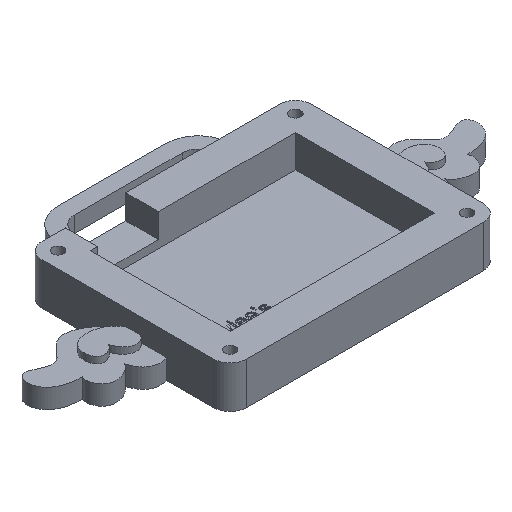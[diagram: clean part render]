
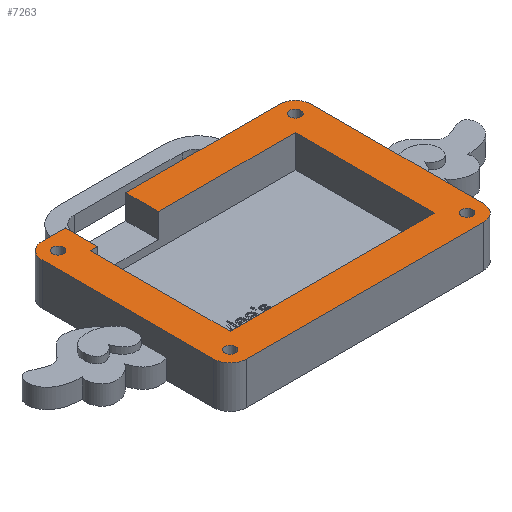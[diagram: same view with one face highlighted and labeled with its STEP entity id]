
A CAD part, isometric view. The second image highlights one B-rep face of the part: STEP entity #7263.
In plain terms, the highlighted planar face has unit normal (0, 0, 1).
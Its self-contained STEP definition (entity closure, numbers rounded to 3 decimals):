
#55=CIRCLE('',#7449,5.);
#57=CIRCLE('',#7453,5.);
#58=CIRCLE('',#7454,5.);
#59=CIRCLE('',#7455,5.);
#60=CIRCLE('',#7456,1.7);
#61=CIRCLE('',#7457,1.7);
#62=CIRCLE('',#7458,1.7);
#63=CIRCLE('',#7459,1.7);
#134=FACE_BOUND('',#1064,.T.);
#135=FACE_BOUND('',#1065,.T.);
#136=FACE_BOUND('',#1066,.T.);
#137=FACE_BOUND('',#1067,.T.);
#263=PLANE('',#7452);
#637=FACE_OUTER_BOUND('',#1063,.T.);
#1063=EDGE_LOOP('',(#6417,#6418,#6419,#6420,#6421,#6422,#6423,#6424,#6425,
#6426,#6427,#6428,#6429,#6430,#6431,#6432));
#1064=EDGE_LOOP('',(#6433));
#1065=EDGE_LOOP('',(#6434));
#1066=EDGE_LOOP('',(#6435));
#1067=EDGE_LOOP('',(#6436));
#1637=LINE('',#14208,#2219);
#1640=LINE('',#14214,#2222);
#1641=LINE('',#14218,#2223);
#1642=LINE('',#14222,#2224);
#1643=LINE('',#14224,#2225);
#1644=LINE('',#14226,#2226);
#1645=LINE('',#14228,#2227);
#1646=LINE('',#14230,#2228);
#1647=LINE('',#14232,#2229);
#1648=LINE('',#14234,#2230);
#1649=LINE('',#14236,#2231);
#1650=LINE('',#14238,#2232);
#2219=VECTOR('',#8280,10.);
#2222=VECTOR('',#8285,10.);
#2223=VECTOR('',#8288,10.);
#2224=VECTOR('',#8291,10.);
#2225=VECTOR('',#8292,10.);
#2226=VECTOR('',#8293,10.);
#2227=VECTOR('',#8294,10.);
#2228=VECTOR('',#8295,10.);
#2229=VECTOR('',#8296,10.);
#2230=VECTOR('',#8297,10.);
#2231=VECTOR('',#8298,10.);
#2232=VECTOR('',#8299,10.);
#3371=VERTEX_POINT('',#14198);
#3372=VERTEX_POINT('',#14199);
#3375=VERTEX_POINT('',#14207);
#3377=VERTEX_POINT('',#14213);
#3378=VERTEX_POINT('',#14215);
#3379=VERTEX_POINT('',#14217);
#3380=VERTEX_POINT('',#14219);
#3381=VERTEX_POINT('',#14221);
#3382=VERTEX_POINT('',#14223);
#3383=VERTEX_POINT('',#14225);
#3384=VERTEX_POINT('',#14227);
#3385=VERTEX_POINT('',#14229);
#3386=VERTEX_POINT('',#14231);
#3387=VERTEX_POINT('',#14233);
#3388=VERTEX_POINT('',#14235);
#3389=VERTEX_POINT('',#14237);
#3390=VERTEX_POINT('',#14240);
#3391=VERTEX_POINT('',#14242);
#3392=VERTEX_POINT('',#14244);
#3393=VERTEX_POINT('',#14246);
#4403=EDGE_CURVE('',#3371,#3372,#55,.T.);
#4407=EDGE_CURVE('',#3375,#3372,#1637,.T.);
#4410=EDGE_CURVE('',#3371,#3377,#1640,.T.);
#4411=EDGE_CURVE('',#3378,#3377,#57,.T.);
#4412=EDGE_CURVE('',#3378,#3379,#1641,.T.);
#4413=EDGE_CURVE('',#3380,#3379,#58,.T.);
#4414=EDGE_CURVE('',#3380,#3381,#1642,.T.);
#4415=EDGE_CURVE('',#3381,#3382,#1643,.T.);
#4416=EDGE_CURVE('',#3382,#3383,#1644,.T.);
#4417=EDGE_CURVE('',#3383,#3384,#1645,.T.);
#4418=EDGE_CURVE('',#3384,#3385,#1646,.T.);
#4419=EDGE_CURVE('',#3385,#3386,#1647,.T.);
#4420=EDGE_CURVE('',#3386,#3387,#1648,.T.);
#4421=EDGE_CURVE('',#3387,#3388,#1649,.T.);
#4422=EDGE_CURVE('',#3388,#3389,#1650,.T.);
#4423=EDGE_CURVE('',#3375,#3389,#59,.T.);
#4424=EDGE_CURVE('',#3390,#3390,#60,.T.);
#4425=EDGE_CURVE('',#3391,#3391,#61,.T.);
#4426=EDGE_CURVE('',#3392,#3392,#62,.T.);
#4427=EDGE_CURVE('',#3393,#3393,#63,.T.);
#6417=ORIENTED_EDGE('',*,*,#4403,.F.);
#6418=ORIENTED_EDGE('',*,*,#4410,.T.);
#6419=ORIENTED_EDGE('',*,*,#4411,.F.);
#6420=ORIENTED_EDGE('',*,*,#4412,.T.);
#6421=ORIENTED_EDGE('',*,*,#4413,.F.);
#6422=ORIENTED_EDGE('',*,*,#4414,.T.);
#6423=ORIENTED_EDGE('',*,*,#4415,.T.);
#6424=ORIENTED_EDGE('',*,*,#4416,.T.);
#6425=ORIENTED_EDGE('',*,*,#4417,.T.);
#6426=ORIENTED_EDGE('',*,*,#4418,.T.);
#6427=ORIENTED_EDGE('',*,*,#4419,.T.);
#6428=ORIENTED_EDGE('',*,*,#4420,.T.);
#6429=ORIENTED_EDGE('',*,*,#4421,.T.);
#6430=ORIENTED_EDGE('',*,*,#4422,.T.);
#6431=ORIENTED_EDGE('',*,*,#4423,.F.);
#6432=ORIENTED_EDGE('',*,*,#4407,.T.);
#6433=ORIENTED_EDGE('',*,*,#4424,.T.);
#6434=ORIENTED_EDGE('',*,*,#4425,.T.);
#6435=ORIENTED_EDGE('',*,*,#4426,.T.);
#6436=ORIENTED_EDGE('',*,*,#4427,.T.);
#7263=ADVANCED_FACE('',(#637,#134,#135,#136,#137),#263,.T.);
#7449=AXIS2_PLACEMENT_3D('',#14200,#8272,#8273);
#7452=AXIS2_PLACEMENT_3D('',#14212,#8283,#8284);
#7453=AXIS2_PLACEMENT_3D('',#14216,#8286,#8287);
#7454=AXIS2_PLACEMENT_3D('',#14220,#8289,#8290);
#7455=AXIS2_PLACEMENT_3D('',#14239,#8300,#8301);
#7456=AXIS2_PLACEMENT_3D('',#14241,#8302,#8303);
#7457=AXIS2_PLACEMENT_3D('',#14243,#8304,#8305);
#7458=AXIS2_PLACEMENT_3D('',#14245,#8306,#8307);
#7459=AXIS2_PLACEMENT_3D('',#14247,#8308,#8309);
#8272=DIRECTION('center_axis',(0.,0.,-1.));
#8273=DIRECTION('ref_axis',(-0.707,-0.707,0.));
#8280=DIRECTION('',(0.,-1.,0.));
#8283=DIRECTION('center_axis',(0.,0.,1.));
#8284=DIRECTION('ref_axis',(1.,0.,0.));
#8285=DIRECTION('',(1.,0.,0.));
#8286=DIRECTION('center_axis',(0.,0.,-1.));
#8287=DIRECTION('ref_axis',(0.707,-0.707,0.));
#8288=DIRECTION('',(0.,1.,0.));
#8289=DIRECTION('center_axis',(0.,0.,-1.));
#8290=DIRECTION('ref_axis',(0.707,0.707,0.));
#8291=DIRECTION('',(-1.,0.,0.));
#8292=DIRECTION('',(0.,-1.,0.));
#8293=DIRECTION('',(1.,0.,0.));
#8294=DIRECTION('',(0.,-1.,0.));
#8295=DIRECTION('',(-1.,0.,0.));
#8296=DIRECTION('',(0.,1.,0.));
#8297=DIRECTION('',(1.,0.,0.));
#8298=DIRECTION('',(0.,1.,0.));
#8299=DIRECTION('',(-1.,0.,0.));
#8300=DIRECTION('center_axis',(0.,0.,-1.));
#8301=DIRECTION('ref_axis',(-0.707,0.707,0.));
#8302=DIRECTION('center_axis',(0.,0.,-1.));
#8303=DIRECTION('ref_axis',(1.,0.,0.));
#8304=DIRECTION('center_axis',(0.,0.,-1.));
#8305=DIRECTION('ref_axis',(1.,0.,0.));
#8306=DIRECTION('center_axis',(0.,0.,-1.));
#8307=DIRECTION('ref_axis',(1.,0.,0.));
#8308=DIRECTION('center_axis',(0.,0.,-1.));
#8309=DIRECTION('ref_axis',(1.,0.,0.));
#14198=CARTESIAN_POINT('',(-4.95,-5.572,13.));
#14199=CARTESIAN_POINT('',(-9.95,-0.572,13.));
#14200=CARTESIAN_POINT('Origin',(-4.95,-0.572,13.));
#14207=CARTESIAN_POINT('',(-9.95,52.533,13.));
#14208=CARTESIAN_POINT('',(-9.95,-5.572,13.));
#14212=CARTESIAN_POINT('Origin',(68.325,52.533,13.));
#14213=CARTESIAN_POINT('',(68.325,-5.572,13.));
#14214=CARTESIAN_POINT('',(73.325,-5.572,13.));
#14215=CARTESIAN_POINT('',(73.325,-0.572,13.));
#14216=CARTESIAN_POINT('Origin',(68.325,-0.572,13.));
#14217=CARTESIAN_POINT('',(73.325,52.533,13.));
#14218=CARTESIAN_POINT('',(73.325,57.533,13.));
#14219=CARTESIAN_POINT('',(68.325,57.533,13.));
#14220=CARTESIAN_POINT('Origin',(68.325,52.533,13.));
#14221=CARTESIAN_POINT('',(20.95,57.533,13.));
#14222=CARTESIAN_POINT('',(-9.95,57.533,13.));
#14223=CARTESIAN_POINT('',(20.95,47.483,13.));
#14224=CARTESIAN_POINT('',(20.95,55.033,13.));
#14225=CARTESIAN_POINT('',(63.275,47.483,13.));
#14226=CARTESIAN_POINT('',(0.,47.483,13.));
#14227=CARTESIAN_POINT('',(63.275,4.378,13.));
#14228=CARTESIAN_POINT('',(63.275,47.483,13.));
#14229=CARTESIAN_POINT('',(0.,4.378,13.));
#14230=CARTESIAN_POINT('',(63.275,4.378,13.));
#14231=CARTESIAN_POINT('',(0.,47.483,13.));
#14232=CARTESIAN_POINT('',(0.,4.378,13.));
#14233=CARTESIAN_POINT('',(2.2,47.483,13.));
#14234=CARTESIAN_POINT('',(0.,47.483,13.));
#14235=CARTESIAN_POINT('',(2.2,57.533,13.));
#14236=CARTESIAN_POINT('',(2.2,50.008,13.));
#14237=CARTESIAN_POINT('',(-4.95,57.533,13.));
#14238=CARTESIAN_POINT('',(-9.95,57.533,13.));
#14239=CARTESIAN_POINT('Origin',(-4.95,52.533,13.));
#14240=CARTESIAN_POINT('',(66.625,52.533,13.));
#14241=CARTESIAN_POINT('Origin',(68.325,52.533,13.));
#14242=CARTESIAN_POINT('',(-6.65,-0.572,13.));
#14243=CARTESIAN_POINT('Origin',(-4.95,-0.572,13.));
#14244=CARTESIAN_POINT('',(-6.65,52.533,13.));
#14245=CARTESIAN_POINT('Origin',(-4.95,52.533,13.));
#14246=CARTESIAN_POINT('',(66.625,-0.572,13.));
#14247=CARTESIAN_POINT('Origin',(68.325,-0.572,13.));
